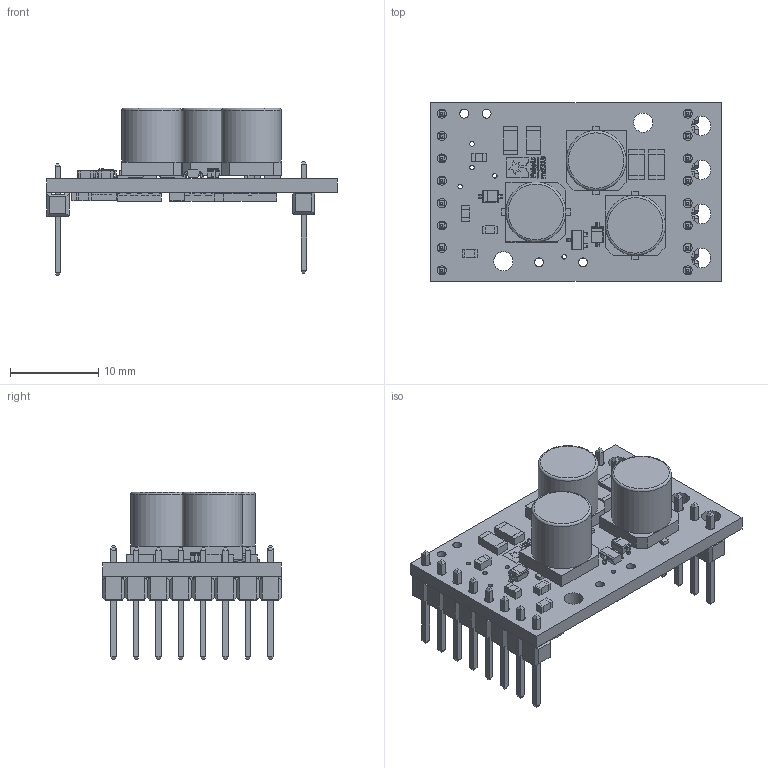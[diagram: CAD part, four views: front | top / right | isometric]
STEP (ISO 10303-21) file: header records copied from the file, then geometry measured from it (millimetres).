
FILE_DESCRIPTION(/* description */ (''),/* implementation_level */ '2;1');
FILE_NAME(/* name */ 'g2-high-power-motor-driver-md31b.step',/* time_stamp */ '2019-06-09T20:07:53+02:00',/* author */ (''),/* organization */ (''),/* preprocessor_version */ 'ST-DEVELOPER v18',/* originating_system */ 'Autodesk Translation Framework v8.2.0.1029',/* authorisation */ '');
FILE_SCHEMA (('AUTOMOTIVE_DESIGN { 1 0 10303 214 3 1 1 }'));
Length unit declared in the file: millimetre
Products named in the file (1): g2-high-power-motor-driver-md31b
Bounding box: 33.02 x 20.32 x 19.01 mm (x, y, z)
Volume: 2160.4 mm3; surface area: 3853.4 mm2
Topology: 17 solids, 33 shells, 1750 faces, 4804 edges, 3128 vertices
Faces by surface type: plane 1499, bspline 147, cylinder 101, torus 3
Full cylindrical faces by diameter (mm): 0.25 x1, 0.508 x5, 1.016 x20, 2.184 x6, 6.8 x3
Entity records: 60942 total; most frequent: CARTESIAN_POINT 15872, ORIENTED_EDGE 9496, DIRECTION 7997, EDGE_CURVE 4804, LINE 4179, VECTOR 4179, VERTEX_POINT 3128, EDGE_LOOP 1934
